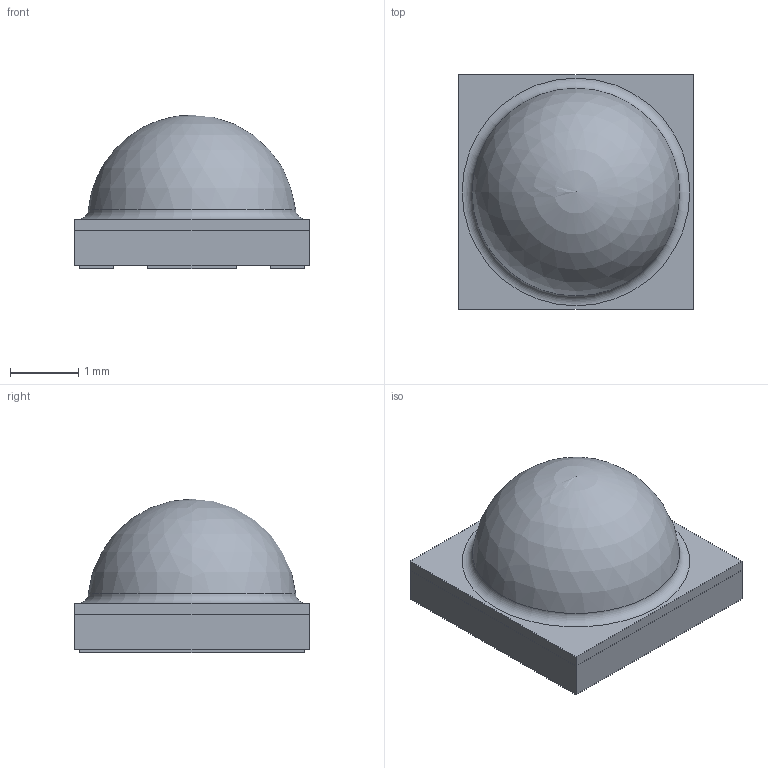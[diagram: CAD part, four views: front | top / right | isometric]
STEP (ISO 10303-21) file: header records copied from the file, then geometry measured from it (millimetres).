
FILE_DESCRIPTION(/* description */ ('Unknown'),/* implementation_level */ '2;1');
FILE_NAME(/* name */ 'XPEBRD-L1-0000-00902',/* time_stamp */ '2024-02-15T07:23:13+02:00',/* author */ ('Unknown'),/* organization */ ('Unknown'),/* preprocessor_version */ 'ST-DEVELOPER v18.102',/* originating_system */ 'Solid Edge',/* authorisation */ 'Unknown');
FILE_SCHEMA (('AUTOMOTIVE_DESIGN {1 0 10303 214 3 1 1}'));
Length unit declared in the file: millimetre
Products named in the file (1): MKRAWT-02-0000-0D00J2051
Bounding box: 3.45 x 3.45 x 2.26 mm (x, y, z)
Volume: 16 mm3; surface area: 41.2 mm2
Topology: 1 solids, 1 shells, 30 faces, 71 edges, 46 vertices
Faces by surface type: plane 28, sphere 1, torus 1
Entity records: 1052 total; most frequent: CARTESIAN_POINT 142, ORIENTED_EDGE 134, DIRECTION 131, EDGE_CURVE 67, LINE 65, VECTOR 65, VERTEX_POINT 44, EDGE_LOOP 35
